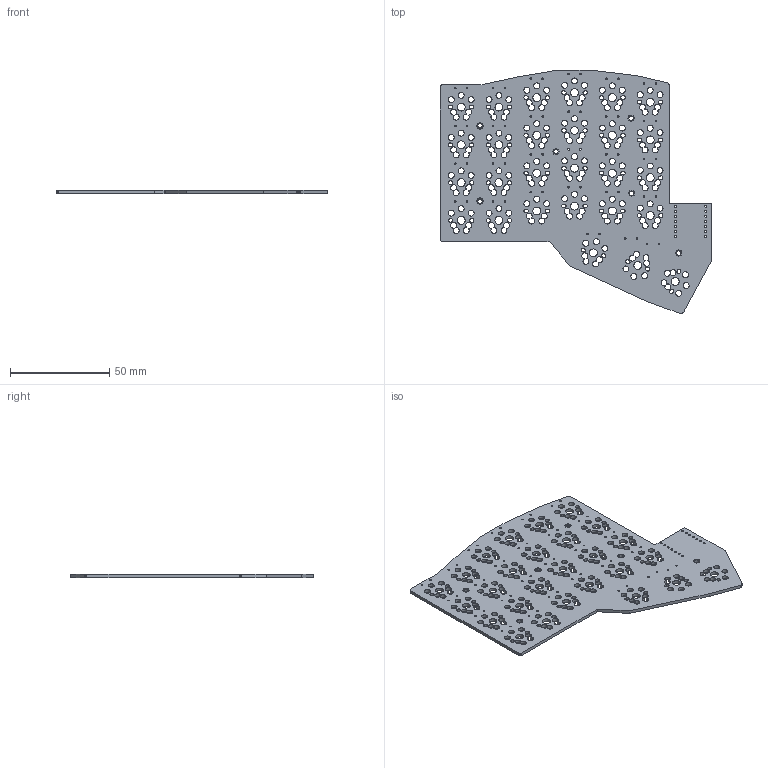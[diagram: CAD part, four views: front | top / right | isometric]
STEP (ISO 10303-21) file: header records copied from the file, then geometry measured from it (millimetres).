
FILE_DESCRIPTION(('KiCad electronic assembly'),'2;1');
FILE_NAME('xurp.step','2024-03-09T19:38:00',('Pcbnew'),('Kicad'), 'Open CASCADE STEP processor 7.7','KiCad to STEP converter','Unknown' );
FILE_SCHEMA(('AUTOMOTIVE_DESIGN { 1 0 10303 214 1 1 1 1 }'));
Length unit declared in the file: millimetre
Products named in the file (2): xurp 1; xurp PCB
Assembly tree (1 placements, depth 2):
  xurp 1
    xurp PCB
Bounding box: 136.8 x 122.53 x 1.6 mm (x, y, z)
Volume: 15825.5 mm3; surface area: 24775.1 mm2
Topology: 1 solids, 1 shells, 663 faces, 1983 edges, 1322 vertices
Faces by surface type: cylinder 608, plane 55
Full cylindrical faces by diameter (mm): 0.4 x48, 0.813 x54, 1 x14, 2.3 x6, 3 x81, 4 x27
Entity records: 53451 total; most frequent: CARTESIAN_POINT 15662, DIRECTION 6849, ORIENTED_EDGE 3966, PCURVE 3966, DEFINITIONAL_REPRESENTATION 3966, LINE 3087, VECTOR 3087, EDGE_CURVE 1983
